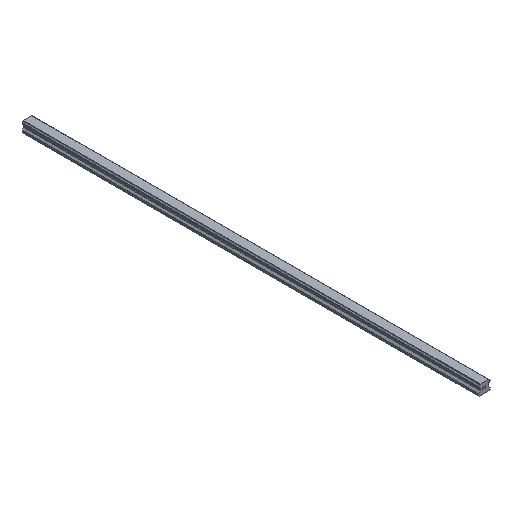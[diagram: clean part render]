
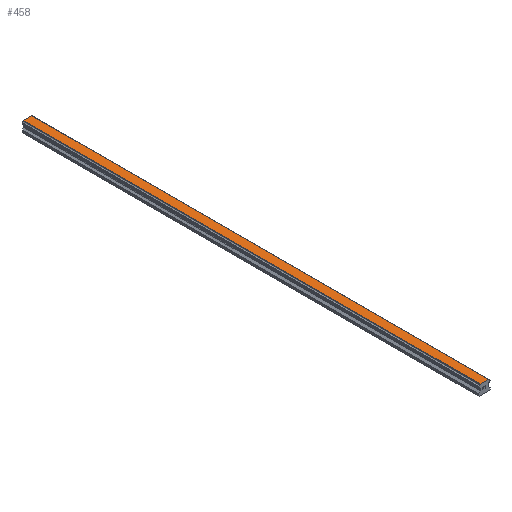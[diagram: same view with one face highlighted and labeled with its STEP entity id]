
A CAD part, isometric view. The second image highlights one B-rep face of the part: STEP entity #458.
In plain terms, the highlighted planar face has unit normal (0, 0, 1).
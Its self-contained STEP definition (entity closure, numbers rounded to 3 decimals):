
#458=ADVANCED_FACE('',(#935),#936,.T.);
#935=FACE_OUTER_BOUND('',#1437,.T.);
#936=PLANE('',#1438);
#1437=EDGE_LOOP('',(#2766,#2767,#2768,#2769));
#1438=AXIS2_PLACEMENT_3D('',#2770,#2771,#2772);
#2766=ORIENTED_EDGE('',*,*,#3378,.T.);
#2767=ORIENTED_EDGE('',*,*,#3492,.F.);
#2768=ORIENTED_EDGE('',*,*,#3248,.F.);
#2769=ORIENTED_EDGE('',*,*,#3490,.T.);
#2770=CARTESIAN_POINT('',(0.0,790.0,17.5));
#2771=DIRECTION('',(0.0,0.0,1.0));
#2772=DIRECTION('',(-1.0,0.0,-0.0));
#3248=EDGE_CURVE('',#3976,#3978,#3979,.T.);
#3378=EDGE_CURVE('',#4193,#4191,#4194,.T.);
#3490=EDGE_CURVE('',#3976,#4193,#4324,.T.);
#3492=EDGE_CURVE('',#3978,#4191,#4326,.T.);
#3976=VERTEX_POINT('',#4985);
#3978=VERTEX_POINT('',#4988);
#3979=LINE('',#4989,#4990);
#4191=VERTEX_POINT('',#5284);
#4193=VERTEX_POINT('',#5287);
#4194=LINE('',#5288,#5289);
#4324=LINE('',#5447,#5448);
#4326=LINE('',#5450,#5451);
#4985=CARTESIAN_POINT('',(-7.231,790.0,17.5));
#4988=CARTESIAN_POINT('',(7.231,790.0,17.5));
#4989=CARTESIAN_POINT('',(-7.231,790.0,17.5));
#4990=VECTOR('',#5801,1.0);
#5284=CARTESIAN_POINT('',(7.231,0.0,17.5));
#5287=CARTESIAN_POINT('',(-7.231,0.0,17.5));
#5288=CARTESIAN_POINT('',(-7.231,0.0,17.5));
#5289=VECTOR('',#5951,1.0);
#5447=CARTESIAN_POINT('',(-7.231,790.0,17.5));
#5448=VECTOR('',#6091,1.0);
#5450=CARTESIAN_POINT('',(7.231,790.0,17.5));
#5451=VECTOR('',#6092,1.0);
#5801=DIRECTION('',(1.0,0.0,0.0));
#5951=DIRECTION('',(1.0,0.0,0.0));
#6091=DIRECTION('',(0.0,-1.0,0.0));
#6092=DIRECTION('',(0.0,-1.0,0.0));
